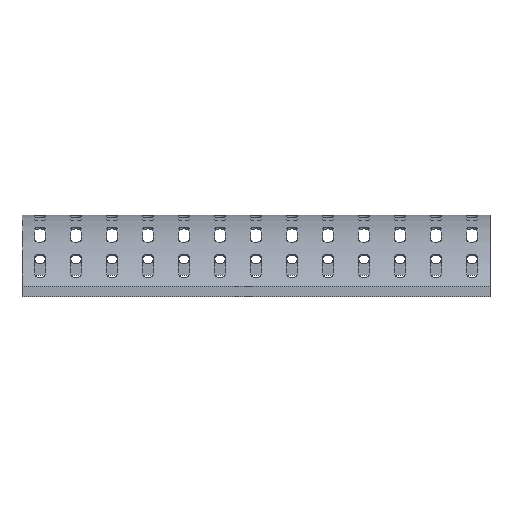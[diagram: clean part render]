
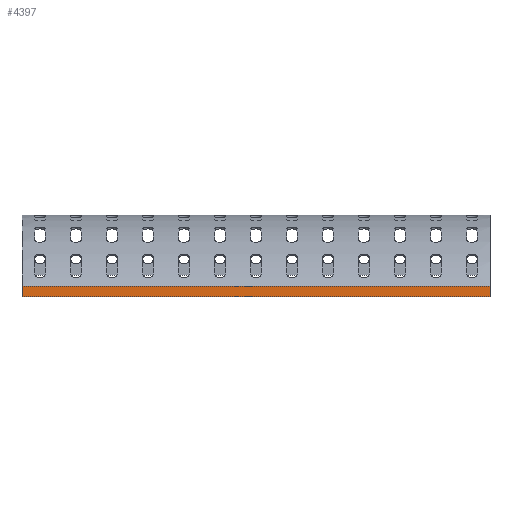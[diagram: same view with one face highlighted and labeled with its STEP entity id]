
A CAD part, front view. The second image highlights one B-rep face of the part: STEP entity #4397.
In plain terms, the highlighted planar face has unit normal (0, -1, 0).
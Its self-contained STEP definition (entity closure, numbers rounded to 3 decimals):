
#597=FACE_OUTER_BOUND('',#919,.T.);
#919=EDGE_LOOP('',(#4050,#4051,#4052,#4053));
#978=LINE('',#8339,#1258);
#1199=LINE('',#13117,#1479);
#1200=LINE('',#13119,#1480);
#1201=LINE('',#13120,#1481);
#1258=VECTOR('',#5116,1.);
#1479=VECTOR('',#5965,1.);
#1480=VECTOR('',#5968,1.);
#1481=VECTOR('',#5969,1.);
#1807=VERTEX_POINT('',#8336);
#1808=VERTEX_POINT('',#8338);
#2124=VERTEX_POINT('',#13113);
#2125=VERTEX_POINT('',#13115);
#2293=EDGE_CURVE('',#1807,#1808,#978,.T.);
#2771=EDGE_CURVE('',#2124,#2125,#1199,.T.);
#2772=EDGE_CURVE('',#1807,#2124,#1200,.T.);
#2773=EDGE_CURVE('',#1808,#2125,#1201,.T.);
#4050=ORIENTED_EDGE('',*,*,#2772,.T.);
#4051=ORIENTED_EDGE('',*,*,#2771,.T.);
#4052=ORIENTED_EDGE('',*,*,#2773,.F.);
#4053=ORIENTED_EDGE('',*,*,#2293,.F.);
#4179=PLANE('',#4829);
#4397=ADVANCED_FACE('',(#597),#4179,.T.);
#4829=AXIS2_PLACEMENT_3D('',#13118,#5966,#5967);
#5116=DIRECTION('',(1.,0.,0.));
#5965=DIRECTION('',(1.,0.,0.));
#5966=DIRECTION('center_axis',(0.,-1.,0.));
#5967=DIRECTION('ref_axis',(0.,0.,-1.));
#5968=DIRECTION('',(0.,0.,-1.));
#5969=DIRECTION('',(0.,0.,-1.));
#8336=CARTESIAN_POINT('',(1.549,3.158,7.));
#8338=CARTESIAN_POINT('',(313.549,3.158,7.));
#8339=CARTESIAN_POINT('',(1.549,3.158,7.));
#13113=CARTESIAN_POINT('',(1.549,3.158,0.));
#13115=CARTESIAN_POINT('',(313.549,3.158,0.));
#13117=CARTESIAN_POINT('',(1.549,3.158,0.));
#13118=CARTESIAN_POINT('Origin',(1.549,3.158,7.));
#13119=CARTESIAN_POINT('',(1.549,3.158,7.));
#13120=CARTESIAN_POINT('',(313.549,3.158,7.));
